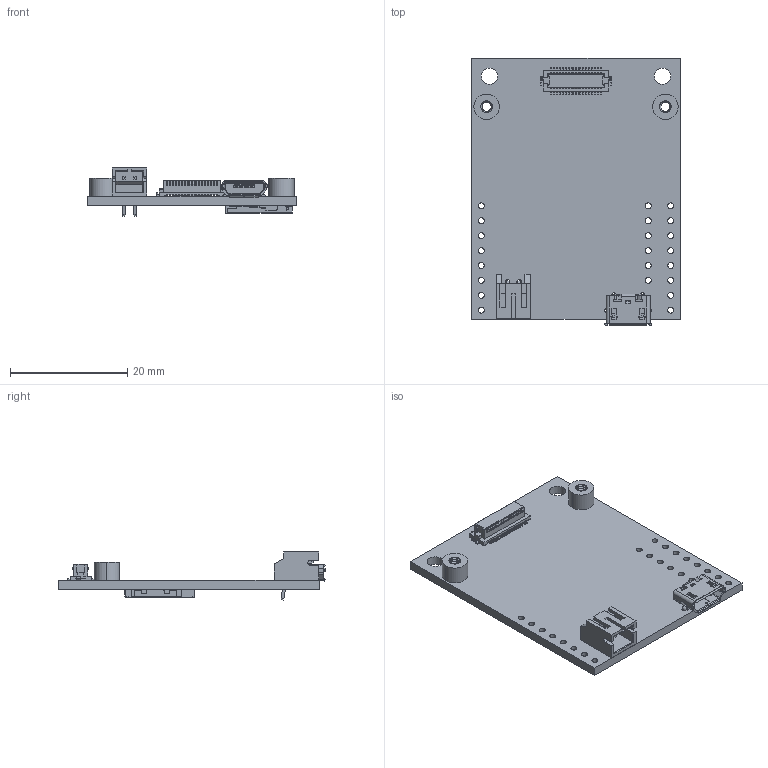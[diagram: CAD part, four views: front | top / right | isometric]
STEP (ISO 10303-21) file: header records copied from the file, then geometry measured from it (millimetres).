
FILE_DESCRIPTION(('FreeCAD Model'),'2;1');
FILE_NAME('Open CASCADE Shape Model','2025-11-06T22:26:59',(''),(''), 'Open CASCADE STEP processor 7.8','FreeCAD','Unknown');
FILE_SCHEMA(('AUTOMOTIVE_DESIGN { 1 0 10303 214 1 1 1 1 }'));
Length unit declared in the file: millimetre
Products named in the file (26): PCB; Board; Open CASCADE STEP translator 7.5 2.1.1; Free-Models; 1050170001 micro usb012; 1050170001 micro usb; 1050170001 micro usb001; 1050170001 micro usb002; 1050170001 micro usb003; 1050170001 micro usb004; 1050170001 micro usb005; 1050170001 micro usb006; 1050170001 micro usb007; 1050170001 micro usb008; 1050170001 micro usb009; 1050170001 micro usb010; 1050170001 micro usb011; 9774030243R-standoff; 1040310811_RGB6710886; Open CASCADE STEP translator 7.5 2.2.32.1; DF12NB-36DS-0.5V-51; DF12NB-36DS-0_5V.prt; S2B-PH-K-S(LF)(SN) jst003; S2B-PH-K-S(LF)(SN) jst; S2B-PH-K-S(LF)(SN) jst001; S2B-PH-K-S(LF)(SN) jst002
Assembly tree (26 placements, depth 4):
  PCB
    Board
      Open CASCADE STEP translator 7.5 2.1.1
    Free-Models
      1050170001 micro usb012
        1050170001 micro usb
        1050170001 micro usb001
        1050170001 micro usb002
        1050170001 micro usb003
        1050170001 micro usb004
        1050170001 micro usb005
        1050170001 micro usb006
        1050170001 micro usb007
        1050170001 micro usb008
        1050170001 micro usb009
        1050170001 micro usb010
        1050170001 micro usb011
      9774030243R-standoff  x2
      1040310811_RGB6710886
        Open CASCADE STEP translator 7.5 2.2.32.1
      DF12NB-36DS-0.5V-51
        DF12NB-36DS-0_5V.prt
      S2B-PH-K-S(LF)(SN) jst003
        S2B-PH-K-S(LF)(SN) jst
        S2B-PH-K-S(LF)(SN) jst001
        S2B-PH-K-S(LF)(SN) jst002
Bounding box: 35.59 x 45.59 x 8.18 mm (x, y, z)
Volume: 2847.3 mm3; surface area: 4956.1 mm2
Topology: 20 solids, 20 shells, 2207 faces, 6120 edges, 3995 vertices
Faces by surface type: plane 1667, cylinder 504, bspline 12, revolution 12, cone 12
Full cylindrical faces by diameter (mm): 0.61 x2, 0.712 x2, 0.762 x2, 0.812 x2, 1.016 x22, 2.794 x2, 2.998 x2
Entity records: 72381 total; most frequent: CARTESIAN_POINT 14843, ORIENTED_EDGE 12040, DIRECTION 11192, EDGE_CURVE 6020, LINE 4918, VECTOR 4918, VERTEX_POINT 3931, AXIS2_PLACEMENT_3D 3131
